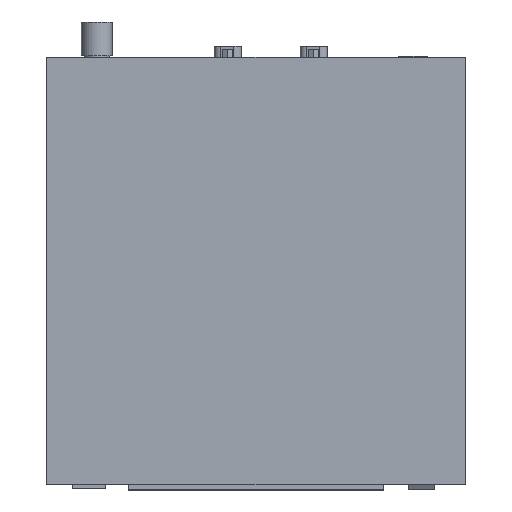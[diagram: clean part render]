
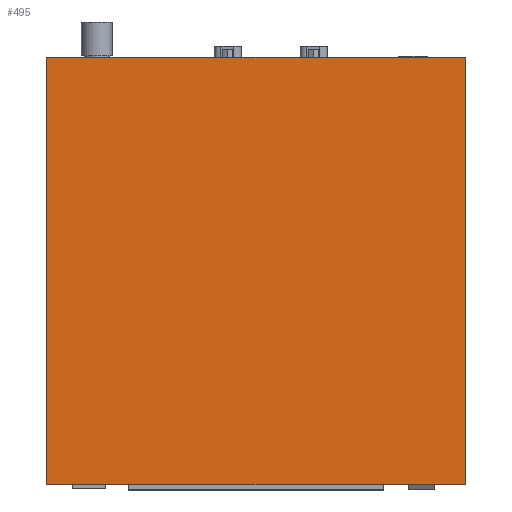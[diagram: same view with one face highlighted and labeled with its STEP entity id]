
A CAD part, top view. The second image highlights one B-rep face of the part: STEP entity #495.
In plain terms, the highlighted face is planar.
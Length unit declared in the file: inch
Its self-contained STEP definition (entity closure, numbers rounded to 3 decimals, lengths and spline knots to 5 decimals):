
#439=CARTESIAN_POINT('',(-3.09375,3.15625,-0.87758));
#440=VERTEX_POINT('',#439);
#447=CARTESIAN_POINT('',(-3.09375,-3.15625,-0.87758));
#448=VERTEX_POINT('',#447);
#449=CARTESIAN_POINT('',(-3.09375,-3.15625,-0.87758));
#450=DIRECTION('',(0.0,1.0,0.0));
#451=VECTOR('',#450,6.3125);
#452=LINE('',#449,#451);
#453=EDGE_CURVE('',#448,#440,#452,.T.);
#465=CARTESIAN_POINT('',(-3.09375,-3.15625,-0.87758));
#466=DIRECTION('',(0.0,0.0,-1.0));
#467=DIRECTION('',(-1.0,0.0,0.0));
#468=AXIS2_PLACEMENT_3D('',#465,#466,#467);
#469=PLANE('',#468);
#470=CARTESIAN_POINT('',(3.09375,3.15625,-0.87758));
#471=VERTEX_POINT('',#470);
#472=CARTESIAN_POINT('',(-3.09375,3.15625,-0.87758));
#473=DIRECTION('',(1.0,0.0,0.0));
#474=VECTOR('',#473,6.1875);
#475=LINE('',#472,#474);
#476=EDGE_CURVE('',#440,#471,#475,.T.);
#477=ORIENTED_EDGE('',*,*,#476,.T.);
#478=CARTESIAN_POINT('',(3.09375,-3.15625,-0.87758));
#479=VERTEX_POINT('',#478);
#480=CARTESIAN_POINT('',(3.09375,-3.15625,-0.87758));
#481=DIRECTION('',(0.0,1.0,0.0));
#482=VECTOR('',#481,6.3125);
#483=LINE('',#480,#482);
#484=EDGE_CURVE('',#479,#471,#483,.T.);
#485=ORIENTED_EDGE('',*,*,#484,.F.);
#486=CARTESIAN_POINT('',(-3.09375,-3.15625,-0.87758));
#487=DIRECTION('',(1.0,0.0,0.0));
#488=VECTOR('',#487,6.1875);
#489=LINE('',#486,#488);
#490=EDGE_CURVE('',#448,#479,#489,.T.);
#491=ORIENTED_EDGE('',*,*,#490,.F.);
#492=ORIENTED_EDGE('',*,*,#453,.T.);
#493=EDGE_LOOP('',(#477,#485,#491,#492));
#494=FACE_OUTER_BOUND('',#493,.T.);
#495=ADVANCED_FACE('',(#494),#469,.T.);
